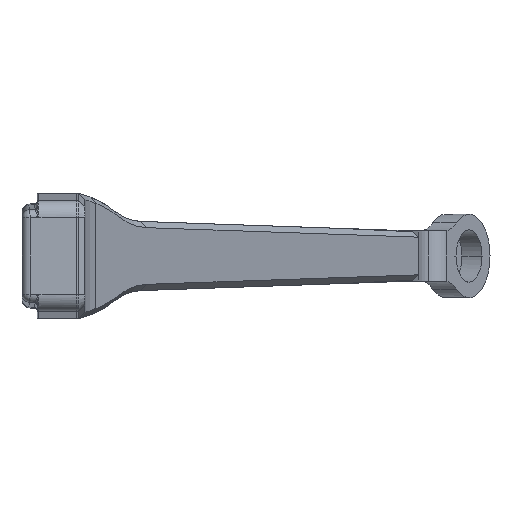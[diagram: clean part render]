
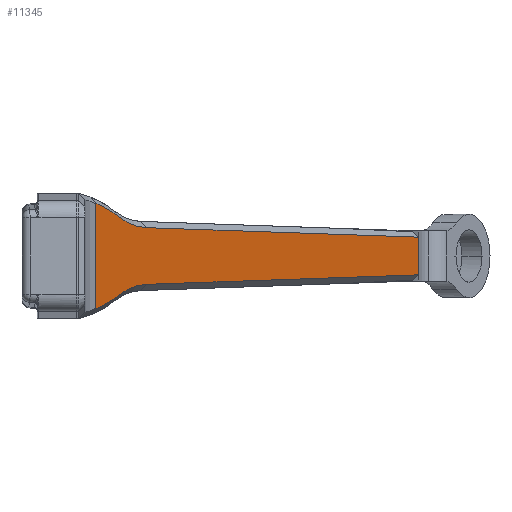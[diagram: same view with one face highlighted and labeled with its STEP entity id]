
A CAD part, left-side view. The second image highlights one B-rep face of the part: STEP entity #11345.
In plain terms, the highlighted planar face has unit normal (-0.5, -0.866, 0).
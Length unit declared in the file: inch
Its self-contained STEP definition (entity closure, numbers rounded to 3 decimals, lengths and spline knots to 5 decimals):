
#523 = CARTESIAN_POINT ( 'NONE',  ( 1.96241, 0.13802, 2.09744 ) ) ;
#568 = DIRECTION ( 'NONE',  ( -0.866, 0.5, 0. ) ) ;
#633 = CARTESIAN_POINT ( 'NONE',  ( 2.39543, -0.11198, -0.62954 ) ) ;
#1145 = LINE ( 'NONE', #7146, #7779 ) ;
#1231 = EDGE_CURVE ( 'NONE', #4938, #7249, #16683, .T. ) ;
#2006 = EDGE_CURVE ( 'NONE', #13104, #12612, #1145, .T. ) ;
#2142 = CARTESIAN_POINT ( 'NONE',  ( 3.43422, -0.71172, 0.34001 ) ) ;
#2622 = CARTESIAN_POINT ( 'NONE',  ( 3.43422, -0.71172, -0.34001 ) ) ;
#2669 = DIRECTION ( 'NONE',  ( -0.866, 0.5, 0. ) ) ;
#3283 = DIRECTION ( 'NONE',  ( 0.5, 0.866, 0. ) ) ;
#3534 = VERTEX_POINT ( 'NONE', #2142 ) ;
#3939 = DIRECTION ( 'NONE',  ( -0.866, 0.5, 0. ) ) ;
#4052 = CARTESIAN_POINT ( 'NONE',  ( 0.55037, 0.95327, 0.75 ) ) ;
#4132 = DIRECTION ( 'NONE',  ( -0.866, 0.5, 0.017 ) ) ;
#4394 = EDGE_CURVE ( 'NONE', #3534, #13516, #4961, .T. ) ;
#4938 = VERTEX_POINT ( 'NONE', #4958 ) ;
#4958 = CARTESIAN_POINT ( 'NONE',  ( 2.39543, -0.11198, 0.62954 ) ) ;
#4961 = CIRCLE ( 'NONE', #9457, 1.86953 ) ;
#4972 = VERTEX_POINT ( 'NONE', #15610 ) ;
#5344 = ORIENTED_EDGE ( 'NONE', *, *, #7183, .F. ) ;
#5517 = CIRCLE ( 'NONE', #6068, 1.86953 ) ;
#5779 = CARTESIAN_POINT ( 'NONE',  ( 2.85833, -0.37924, 0.47476 ) ) ;
#6068 = AXIS2_PLACEMENT_3D ( 'NONE', #8555, #7295, #568 ) ;
#6448 = CARTESIAN_POINT ( 'NONE',  ( 2.39543, -0.11198, 0.75 ) ) ;
#6910 = ORIENTED_EDGE ( 'NONE', *, *, #2006, .F. ) ;
#7129 = DIRECTION ( 'NONE',  ( -0.866, 0.5, 0. ) ) ;
#7146 = CARTESIAN_POINT ( 'NONE',  ( 9.08946, -3.97678, 0.75 ) ) ;
#7183 = EDGE_CURVE ( 'NONE', #8728, #7249, #9039, .T. ) ;
#7249 = VERTEX_POINT ( 'NONE', #633 ) ;
#7295 = DIRECTION ( 'NONE',  ( -0.5, -0.866, 0. ) ) ;
#7570 = CARTESIAN_POINT ( 'NONE',  ( 9.08946, -3.97678, -0.22603 ) ) ;
#7779 = VECTOR ( 'NONE', #11218, 39.37008 ) ;
#8365 = EDGE_CURVE ( 'NONE', #4972, #8728, #5517, .T. ) ;
#8555 = CARTESIAN_POINT ( 'NONE',  ( 3.46248, -0.72804, -2.20926 ) ) ;
#8728 = VERTEX_POINT ( 'NONE', #10496 ) ;
#8920 = ORIENTED_EDGE ( 'NONE', *, *, #10868, .F. ) ;
#9039 = CIRCLE ( 'NONE', #12364, 2.77244 ) ;
#9363 = ORIENTED_EDGE ( 'NONE', *, *, #17094, .T. ) ;
#9457 = AXIS2_PLACEMENT_3D ( 'NONE', #10500, #11719, #11839 ) ;
#9757 = ORIENTED_EDGE ( 'NONE', *, *, #11355, .T. ) ;
#10113 = CARTESIAN_POINT ( 'NONE',  ( 9.08946, -3.97678, 0.22603 ) ) ;
#10496 = CARTESIAN_POINT ( 'NONE',  ( 2.85833, -0.37924, -0.47476 ) ) ;
#10500 = CARTESIAN_POINT ( 'NONE',  ( 3.46248, -0.72804, 2.20926 ) ) ;
#10529 = PLANE ( 'NONE',  #16710 ) ;
#10647 = CARTESIAN_POINT ( 'NONE',  ( 1.96241, 0.13802, -2.09744 ) ) ;
#10707 = DIRECTION ( 'NONE',  ( 0.5, 0.866, 0. ) ) ;
#10820 = CIRCLE ( 'NONE', #11953, 2.77244 ) ;
#10868 = EDGE_CURVE ( 'NONE', #12612, #4972, #12900, .T. ) ;
#11218 = DIRECTION ( 'NONE',  ( 0., 0., -1. ) ) ;
#11345 = ADVANCED_FACE ( 'NONE', ( #12480 ), #10529, .F. ) ;
#11355 = EDGE_CURVE ( 'NONE', #13516, #4938, #10820, .T. ) ;
#11719 = DIRECTION ( 'NONE',  ( 0.5, 0.866, 0. ) ) ;
#11744 = VECTOR ( 'NONE', #4132, 39.37008 ) ;
#11839 = DIRECTION ( 'NONE',  ( -0.866, 0.5, 0. ) ) ;
#11953 = AXIS2_PLACEMENT_3D ( 'NONE', #10647, #12041, #3939 ) ;
#12041 = DIRECTION ( 'NONE',  ( -0.5, -0.866, 0. ) ) ;
#12342 = VECTOR ( 'NONE', #15694, 39.37008 ) ;
#12364 = AXIS2_PLACEMENT_3D ( 'NONE', #523, #3283, #7129 ) ;
#12480 = FACE_OUTER_BOUND ( 'NONE', #15452, .T. ) ;
#12612 = VERTEX_POINT ( 'NONE', #7570 ) ;
#12900 = LINE ( 'NONE', #2622, #16238 ) ;
#13104 = VERTEX_POINT ( 'NONE', #10113 ) ;
#13383 = CARTESIAN_POINT ( 'NONE',  ( 3.43422, -0.71172, 0.34001 ) ) ;
#13516 = VERTEX_POINT ( 'NONE', #5779 ) ;
#15301 = ORIENTED_EDGE ( 'NONE', *, *, #1231, .T. ) ;
#15452 = EDGE_LOOP ( 'NONE', ( #15301, #5344, #15996, #8920, #6910, #9363, #16419, #9757 ) ) ;
#15610 = CARTESIAN_POINT ( 'NONE',  ( 3.43422, -0.71172, -0.34001 ) ) ;
#15694 = DIRECTION ( 'NONE',  ( 0., 0., -1. ) ) ;
#15879 = DIRECTION ( 'NONE',  ( -0.866, 0.5, -0.017 ) ) ;
#15891 = LINE ( 'NONE', #13383, #11744 ) ;
#15996 = ORIENTED_EDGE ( 'NONE', *, *, #8365, .F. ) ;
#16238 = VECTOR ( 'NONE', #15879, 39.37008 ) ;
#16419 = ORIENTED_EDGE ( 'NONE', *, *, #4394, .T. ) ;
#16683 = LINE ( 'NONE', #6448, #12342 ) ;
#16710 = AXIS2_PLACEMENT_3D ( 'NONE', #4052, #10707, #2669 ) ;
#17094 = EDGE_CURVE ( 'NONE', #13104, #3534, #15891, .T. ) ;
